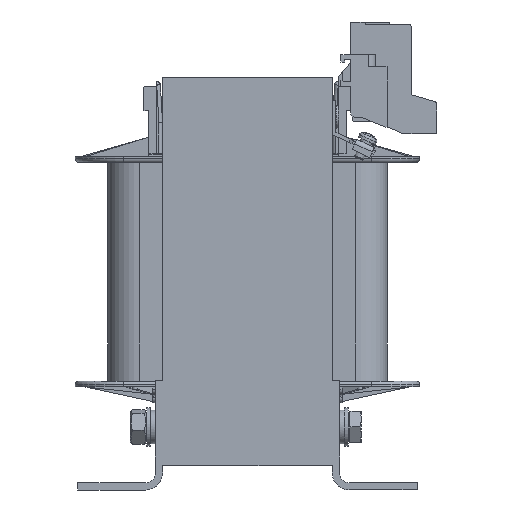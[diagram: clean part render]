
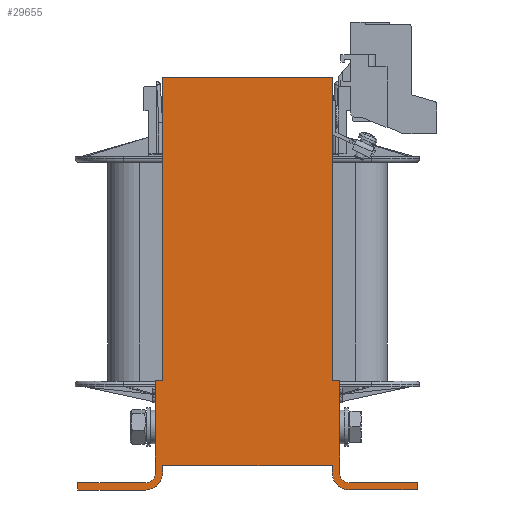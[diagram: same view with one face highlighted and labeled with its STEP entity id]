
A CAD part, left-side view. The second image highlights one B-rep face of the part: STEP entity #29655.
In plain terms, the highlighted planar face has unit normal (-1, 0, 0).
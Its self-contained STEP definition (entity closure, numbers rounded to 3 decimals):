
#1005=CIRCLE('',#31017,7.);
#1007=CIRCLE('',#31021,4.);
#1032=CIRCLE('',#31074,7.);
#1034=CIRCLE('',#31078,4.);
#2250=FACE_OUTER_BOUND('',#3836,.T.);
#3836=EDGE_LOOP('',(#21233,#21234,#21235,#21236,#21237,#21238,#21239,#21240,
#21241,#21242,#21243,#21244,#21245,#21246,#21247,#21248,#21249,#21250,#21251,
#21252));
#5336=LINE('',#43398,#8491);
#5357=LINE('',#43497,#8512);
#5382=LINE('',#43695,#8537);
#5421=LINE('',#43801,#8576);
#5428=LINE('',#43814,#8583);
#5431=LINE('',#43820,#8586);
#5432=LINE('',#43822,#8587);
#5447=LINE('',#43876,#8602);
#5489=LINE('',#43988,#8644);
#5490=LINE('',#43991,#8645);
#5493=LINE('',#43997,#8648);
#5497=LINE('',#44003,#8652);
#6009=LINE('',#45528,#9164);
#6015=LINE('',#45537,#9170);
#6016=LINE('',#45539,#9171);
#6017=LINE('',#45540,#9172);
#8491=VECTOR('',#33938,10.);
#8512=VECTOR('',#34037,10.);
#8537=VECTOR('',#34218,10.);
#8576=VECTOR('',#34323,10.);
#8583=VECTOR('',#34334,10.);
#8586=VECTOR('',#34339,10.);
#8587=VECTOR('',#34342,10.);
#8602=VECTOR('',#34395,10.);
#8644=VECTOR('',#34505,10.);
#8645=VECTOR('',#34508,10.);
#8648=VECTOR('',#34513,10.);
#8652=VECTOR('',#34519,10.);
#9164=VECTOR('',#35667,10.);
#9170=VECTOR('',#35677,10.);
#9171=VECTOR('',#35680,10.);
#9172=VECTOR('',#35681,10.);
#11689=VERTEX_POINT('',#43394);
#11691=VERTEX_POINT('',#43397);
#11724=VERTEX_POINT('',#43483);
#11730=VERTEX_POINT('',#43495);
#11784=VERTEX_POINT('',#43683);
#11785=VERTEX_POINT('',#43684);
#11788=VERTEX_POINT('',#43692);
#11790=VERTEX_POINT('',#43698);
#11823=VERTEX_POINT('',#43800);
#11827=VERTEX_POINT('',#43812);
#11829=VERTEX_POINT('',#43818);
#11846=VERTEX_POINT('',#43866);
#11847=VERTEX_POINT('',#43868);
#11849=VERTEX_POINT('',#43873);
#11851=VERTEX_POINT('',#43880);
#11885=VERTEX_POINT('',#43986);
#11886=VERTEX_POINT('',#43990);
#11888=VERTEX_POINT('',#43996);
#12348=VERTEX_POINT('',#45525);
#12349=VERTEX_POINT('',#45527);
#14642=EDGE_CURVE('',#11689,#11691,#5336,.T.);
#14691=EDGE_CURVE('',#11730,#11724,#5357,.T.);
#14772=EDGE_CURVE('',#11784,#11785,#1005,.T.);
#14777=EDGE_CURVE('',#11788,#11784,#5382,.T.);
#14779=EDGE_CURVE('',#11790,#11689,#1007,.T.);
#14830=EDGE_CURVE('',#11691,#11823,#5421,.T.);
#14837=EDGE_CURVE('',#11827,#11790,#5428,.T.);
#14840=EDGE_CURVE('',#11829,#11827,#5431,.T.);
#14841=EDGE_CURVE('',#11785,#11829,#5432,.T.);
#14864=EDGE_CURVE('',#11846,#11847,#1032,.T.);
#14868=EDGE_CURVE('',#11847,#11849,#5447,.T.);
#14870=EDGE_CURVE('',#11724,#11851,#1034,.T.);
#14924=EDGE_CURVE('',#11885,#11730,#5489,.T.);
#14925=EDGE_CURVE('',#11851,#11886,#5490,.T.);
#14928=EDGE_CURVE('',#11886,#11888,#5493,.T.);
#14932=EDGE_CURVE('',#11888,#11846,#5497,.T.);
#15586=EDGE_CURVE('',#12348,#12349,#6009,.T.);
#15592=EDGE_CURVE('',#11788,#11849,#6015,.T.);
#15593=EDGE_CURVE('',#12348,#11823,#6016,.T.);
#15594=EDGE_CURVE('',#11885,#12349,#6017,.T.);
#21233=ORIENTED_EDGE('',*,*,#15593,.T.);
#21234=ORIENTED_EDGE('',*,*,#14830,.F.);
#21235=ORIENTED_EDGE('',*,*,#14642,.F.);
#21236=ORIENTED_EDGE('',*,*,#14779,.F.);
#21237=ORIENTED_EDGE('',*,*,#14837,.F.);
#21238=ORIENTED_EDGE('',*,*,#14840,.F.);
#21239=ORIENTED_EDGE('',*,*,#14841,.F.);
#21240=ORIENTED_EDGE('',*,*,#14772,.F.);
#21241=ORIENTED_EDGE('',*,*,#14777,.F.);
#21242=ORIENTED_EDGE('',*,*,#15592,.T.);
#21243=ORIENTED_EDGE('',*,*,#14868,.F.);
#21244=ORIENTED_EDGE('',*,*,#14864,.F.);
#21245=ORIENTED_EDGE('',*,*,#14932,.F.);
#21246=ORIENTED_EDGE('',*,*,#14928,.F.);
#21247=ORIENTED_EDGE('',*,*,#14925,.F.);
#21248=ORIENTED_EDGE('',*,*,#14870,.F.);
#21249=ORIENTED_EDGE('',*,*,#14691,.F.);
#21250=ORIENTED_EDGE('',*,*,#14924,.F.);
#21251=ORIENTED_EDGE('',*,*,#15594,.T.);
#21252=ORIENTED_EDGE('',*,*,#15586,.F.);
#27119=PLANE('',#31433);
#29655=ADVANCED_FACE('',(#2250),#27119,.T.);
#31017=AXIS2_PLACEMENT_3D('',#43685,#34209,#34210);
#31021=AXIS2_PLACEMENT_3D('',#43699,#34222,#34223);
#31074=AXIS2_PLACEMENT_3D('',#43869,#34388,#34389);
#31078=AXIS2_PLACEMENT_3D('',#43881,#34400,#34401);
#31433=AXIS2_PLACEMENT_3D('',#45538,#35678,#35679);
#33938=DIRECTION('',(0.,0.,1.));
#34037=DIRECTION('',(0.,0.,-1.));
#34209=DIRECTION('center_axis',(1.,0.,0.));
#34210=DIRECTION('ref_axis',(0.,-0.707,-0.707));
#34218=DIRECTION('',(0.,0.,-1.));
#34222=DIRECTION('center_axis',(-1.,0.,0.));
#34223=DIRECTION('ref_axis',(0.,-0.707,-0.707));
#34323=DIRECTION('',(0.,-1.,0.));
#34334=DIRECTION('',(0.,-1.,0.));
#34339=DIRECTION('',(0.,0.,1.));
#34342=DIRECTION('',(0.,1.,0.));
#34388=DIRECTION('center_axis',(1.,0.,0.));
#34389=DIRECTION('ref_axis',(0.,0.707,-0.707));
#34395=DIRECTION('',(0.,0.,1.));
#34400=DIRECTION('center_axis',(-1.,0.,0.));
#34401=DIRECTION('ref_axis',(0.,0.707,-0.707));
#34505=DIRECTION('',(0.,-1.,0.));
#34508=DIRECTION('',(0.,-1.,0.));
#34513=DIRECTION('',(0.,0.,-1.));
#34519=DIRECTION('',(0.,1.,0.));
#35667=DIRECTION('',(0.,-1.,0.));
#35677=DIRECTION('',(0.,-1.,0.));
#35678=DIRECTION('center_axis',(-1.,0.,0.));
#35679=DIRECTION('ref_axis',(0.,0.,1.));
#35680=DIRECTION('',(0.,0.,-1.));
#35681=DIRECTION('',(0.,0.,1.));
#43394=CARTESIAN_POINT('',(-96.,38.,-83.));
#43397=CARTESIAN_POINT('',(-96.,38.,-45.));
#43398=CARTESIAN_POINT('',(-96.,38.,-87.));
#43483=CARTESIAN_POINT('',(-96.,-38.,-83.));
#43495=CARTESIAN_POINT('',(-96.,-38.,-45.));
#43497=CARTESIAN_POINT('',(-96.,-38.,-87.));
#43683=CARTESIAN_POINT('',(-96.,35.,-83.));
#43684=CARTESIAN_POINT('',(-96.,42.,-90.));
#43685=CARTESIAN_POINT('Origin',(-96.,42.,-83.));
#43692=CARTESIAN_POINT('',(-96.,35.,-80.));
#43695=CARTESIAN_POINT('',(-96.,35.,-45.));
#43698=CARTESIAN_POINT('',(-96.,42.,-87.));
#43699=CARTESIAN_POINT('Origin',(-96.,42.,-83.));
#43800=CARTESIAN_POINT('',(-96.,35.,-45.));
#43801=CARTESIAN_POINT('',(-96.,38.,-45.));
#43812=CARTESIAN_POINT('',(-96.,70.,-87.));
#43814=CARTESIAN_POINT('',(-96.,70.,-87.));
#43818=CARTESIAN_POINT('',(-96.,70.,-90.));
#43820=CARTESIAN_POINT('',(-96.,70.,-90.));
#43822=CARTESIAN_POINT('',(-96.,35.,-90.));
#43866=CARTESIAN_POINT('',(-96.,-42.,-90.));
#43868=CARTESIAN_POINT('',(-96.,-35.,-83.));
#43869=CARTESIAN_POINT('Origin',(-96.,-42.,-83.));
#43873=CARTESIAN_POINT('',(-96.,-35.,-80.));
#43876=CARTESIAN_POINT('',(-96.,-35.,-45.));
#43880=CARTESIAN_POINT('',(-96.,-42.,-87.));
#43881=CARTESIAN_POINT('Origin',(-96.,-42.,-83.));
#43986=CARTESIAN_POINT('',(-96.,-35.,-45.));
#43988=CARTESIAN_POINT('',(-96.,-38.,-45.));
#43990=CARTESIAN_POINT('',(-96.,-70.,-87.));
#43991=CARTESIAN_POINT('',(-96.,-70.,-87.));
#43996=CARTESIAN_POINT('',(-96.,-70.,-90.));
#43997=CARTESIAN_POINT('',(-96.,-70.,-90.));
#44003=CARTESIAN_POINT('',(-96.,-35.,-90.));
#45525=CARTESIAN_POINT('',(-96.,35.,80.));
#45527=CARTESIAN_POINT('',(-96.,-35.,80.));
#45528=CARTESIAN_POINT('',(-96.,0.,80.));
#45537=CARTESIAN_POINT('',(-96.,0.,-80.));
#45538=CARTESIAN_POINT('Origin',(-96.,0.,80.));
#45539=CARTESIAN_POINT('',(-96.,35.,80.));
#45540=CARTESIAN_POINT('',(-96.,-35.,80.));
